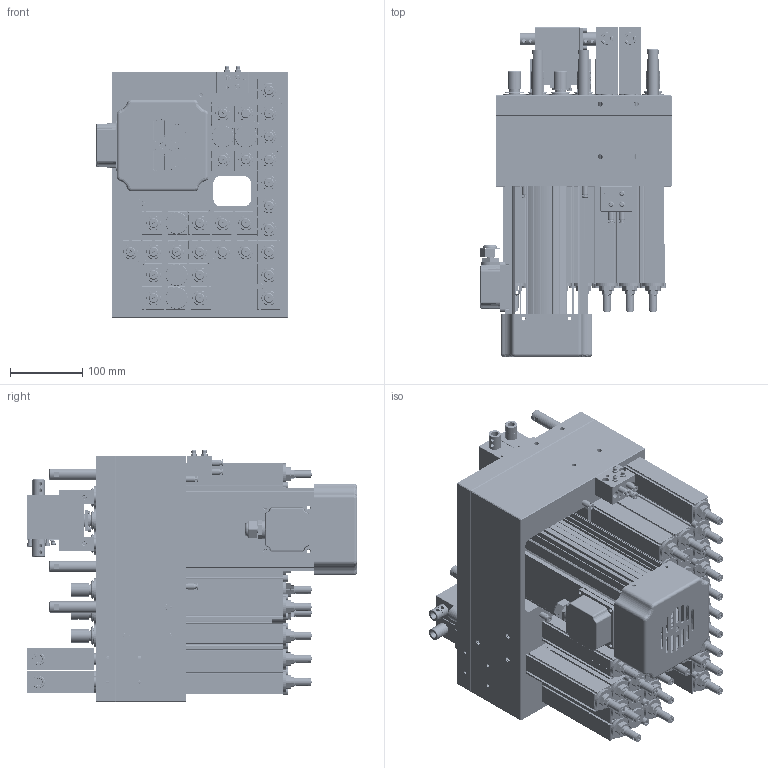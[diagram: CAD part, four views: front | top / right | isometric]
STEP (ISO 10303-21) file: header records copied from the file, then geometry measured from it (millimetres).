
FILE_DESCRIPTION (( 'STEP AP214' ), '1' );
FILE_NAME ('PZ10H10A-0001.STEP', '2024-07-03T08:15:36', ( 'Sysceo.com' ), ( '' ), 'SwSTEP 2.0', 'SolidWorks 2018', '' );
FILE_SCHEMA (( 'AUTOMOTIVE_DESIGN' ));
Length unit declared in the file: millimetre
Products named in the file (2): PZ10H10A-0001
Bounding box: 265.41 x 457.5 x 350 mm (x, y, z)
Surface area: 1758567 mm2 (no closed solid volume)
Topology: 0 solids, 465 shells, 4327 faces, 22052 edges, 17827 vertices
Faces by surface type: cylinder 1844, plane 1733, cone 537, torus 162, bspline 51
Entity records: 300134 total; most frequent: CARTESIAN_POINT 86642, DIRECTION 32227, ORIENTED_EDGE 30127, EDGE_CURVE 21995, VERTEX_POINT 17771, LINE 12595, VECTOR 12595, AXIS2_PLACEMENT_3D 9816
